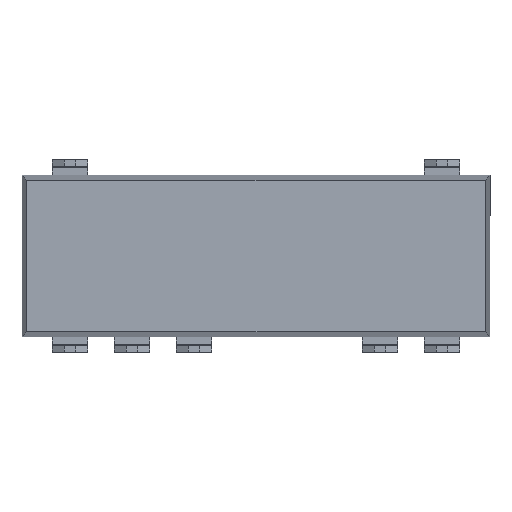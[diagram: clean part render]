
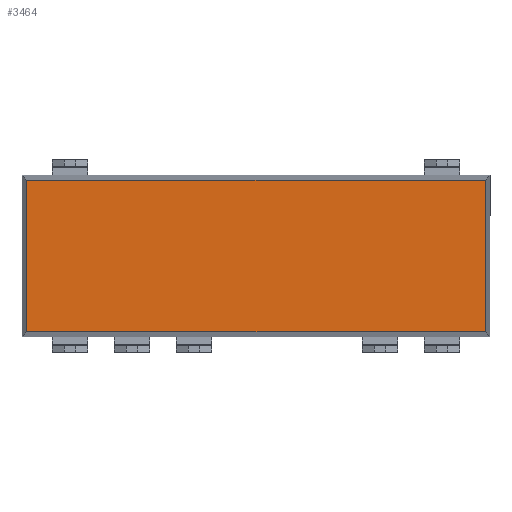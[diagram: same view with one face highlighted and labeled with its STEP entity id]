
A CAD part, front view. The second image highlights one B-rep face of the part: STEP entity #3464.
In plain terms, the highlighted planar face has unit normal (0, -1, 0).
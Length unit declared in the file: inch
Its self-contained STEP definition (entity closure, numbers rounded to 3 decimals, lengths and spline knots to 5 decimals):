
#67 = EDGE_CURVE ( 'NONE', #1904, #3239, #1385, .T. ) ;
#174 = AXIS2_PLACEMENT_3D ( 'NONE', #1188, #876, #1990 ) ;
#386 = ORIENTED_EDGE ( 'NONE', *, *, #2047, .T. ) ;
#614 = DIRECTION ( 'NONE',  ( 1., 0., 0. ) ) ;
#630 = ORIENTED_EDGE ( 'NONE', *, *, #67, .T. ) ;
#679 = VECTOR ( 'NONE', #1617, 39.37008 ) ;
#854 = PLANE ( 'NONE',  #174 ) ;
#858 = CARTESIAN_POINT ( 'NONE',  ( 0.12195, 0.015, -0.36945 ) ) ;
#876 = DIRECTION ( 'NONE',  ( 0., -1., 0. ) ) ;
#951 = CARTESIAN_POINT ( 'NONE',  ( -0.13, 0.015, -0.36945 ) ) ;
#1003 = VECTOR ( 'NONE', #614, 39.37008 ) ;
#1117 = CARTESIAN_POINT ( 'NONE',  ( -0.12195, 0.015, 0.36945 ) ) ;
#1170 = FACE_OUTER_BOUND ( 'NONE', #1909, .T. ) ;
#1188 = CARTESIAN_POINT ( 'NONE',  ( 0., 0.015, 0. ) ) ;
#1385 = LINE ( 'NONE', #2495, #2321 ) ;
#1408 = DIRECTION ( 'NONE',  ( 0., 0., -1. ) ) ;
#1441 = LINE ( 'NONE', #951, #1003 ) ;
#1617 = DIRECTION ( 'NONE',  ( 0., 0., 1. ) ) ;
#1728 = VERTEX_POINT ( 'NONE', #2619 ) ;
#1904 = VERTEX_POINT ( 'NONE', #3352 ) ;
#1909 = EDGE_LOOP ( 'NONE', ( #3208, #630, #2841, #386 ) ) ;
#1990 = DIRECTION ( 'NONE',  ( 1., 0., 0. ) ) ;
#1993 = EDGE_CURVE ( 'NONE', #3239, #1728, #3628, .T. ) ;
#2047 = EDGE_CURVE ( 'NONE', #1728, #2882, #1441, .T. ) ;
#2226 = CARTESIAN_POINT ( 'NONE',  ( -0.12195, 0.015, 0.3775 ) ) ;
#2321 = VECTOR ( 'NONE', #3055, 39.37008 ) ;
#2495 = CARTESIAN_POINT ( 'NONE',  ( 0.13, 0.015, 0.36945 ) ) ;
#2619 = CARTESIAN_POINT ( 'NONE',  ( -0.12195, 0.015, -0.36945 ) ) ;
#2841 = ORIENTED_EDGE ( 'NONE', *, *, #1993, .T. ) ;
#2882 = VERTEX_POINT ( 'NONE', #858 ) ;
#2936 = VECTOR ( 'NONE', #1408, 39.37008 ) ;
#3017 = LINE ( 'NONE', #3035, #679 ) ;
#3020 = EDGE_CURVE ( 'NONE', #2882, #1904, #3017, .T. ) ;
#3035 = CARTESIAN_POINT ( 'NONE',  ( 0.12195, 0.015, -0.3775 ) ) ;
#3055 = DIRECTION ( 'NONE',  ( -1., 0., 0. ) ) ;
#3208 = ORIENTED_EDGE ( 'NONE', *, *, #3020, .T. ) ;
#3239 = VERTEX_POINT ( 'NONE', #1117 ) ;
#3352 = CARTESIAN_POINT ( 'NONE',  ( 0.12195, 0.015, 0.36945 ) ) ;
#3464 = ADVANCED_FACE ( 'NONE', ( #1170 ), #854, .T. ) ;
#3628 = LINE ( 'NONE', #2226, #2936 ) ;
